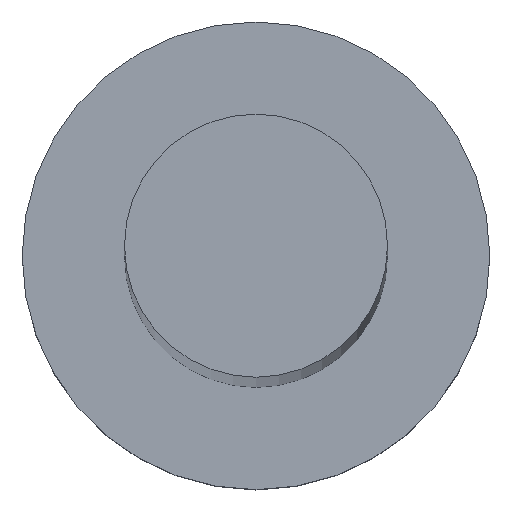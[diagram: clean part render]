
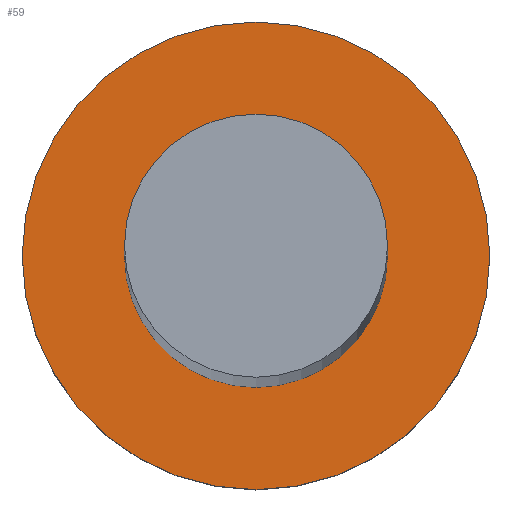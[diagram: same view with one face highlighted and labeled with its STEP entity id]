
A CAD part, top view. The second image highlights one B-rep face of the part: STEP entity #59.
In plain terms, the highlighted planar face has unit normal (0, 0, 1).
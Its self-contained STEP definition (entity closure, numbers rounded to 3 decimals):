
#1 = DIRECTION ( 'NONE',  ( 1., 0., 0. ) ) ;
#11 = DIRECTION ( 'NONE',  ( 1., 0., 0. ) ) ;
#15 = CIRCLE ( 'NONE', #114, 4. ) ;
#19 = VERTEX_POINT ( 'NONE', #153 ) ;
#23 = CARTESIAN_POINT ( 'NONE',  ( 0., 0., 3. ) ) ;
#29 = ORIENTED_EDGE ( 'NONE', *, *, #146, .T. ) ;
#33 = EDGE_CURVE ( 'NONE', #54, #71, #123, .T. ) ;
#39 = CARTESIAN_POINT ( 'NONE',  ( 4., 0., 3. ) ) ;
#54 = VERTEX_POINT ( 'NONE', #73 ) ;
#56 = VERTEX_POINT ( 'NONE', #214 ) ;
#59 = ADVANCED_FACE ( 'NONE', ( #188, #75 ), #110, .T. ) ;
#63 = DIRECTION ( 'NONE',  ( 1., 0., 0. ) ) ;
#71 = VERTEX_POINT ( 'NONE', #39 ) ;
#73 = CARTESIAN_POINT ( 'NONE',  ( -4., 0., 3. ) ) ;
#75 = FACE_OUTER_BOUND ( 'NONE', #130, .T. ) ;
#88 = AXIS2_PLACEMENT_3D ( 'NONE', #134, #210, #1 ) ;
#97 = DIRECTION ( 'NONE',  ( 1., 0., 0. ) ) ;
#104 = AXIS2_PLACEMENT_3D ( 'NONE', #211, #159, #11 ) ;
#107 = DIRECTION ( 'NONE',  ( 0., 0., 1. ) ) ;
#109 = EDGE_CURVE ( 'NONE', #19, #56, #129, .T. ) ;
#110 = PLANE ( 'NONE',  #104 ) ;
#111 = ORIENTED_EDGE ( 'NONE', *, *, #33, .T. ) ;
#114 = AXIS2_PLACEMENT_3D ( 'NONE', #23, #174, #97 ) ;
#123 = CIRCLE ( 'NONE', #172, 4. ) ;
#129 = CIRCLE ( 'NONE', #88, 2.25 ) ;
#130 = EDGE_LOOP ( 'NONE', ( #111, #29 ) ) ;
#134 = CARTESIAN_POINT ( 'NONE',  ( 0., 0., 3. ) ) ;
#146 = EDGE_CURVE ( 'NONE', #71, #54, #15, .T. ) ;
#153 = CARTESIAN_POINT ( 'NONE',  ( -2.25, 0., 3. ) ) ;
#156 = DIRECTION ( 'NONE',  ( 1., 0., 0. ) ) ;
#159 = DIRECTION ( 'NONE',  ( 0., 0., 1. ) ) ;
#166 = ORIENTED_EDGE ( 'NONE', *, *, #219, .F. ) ;
#168 = AXIS2_PLACEMENT_3D ( 'NONE', #237, #241, #63 ) ;
#172 = AXIS2_PLACEMENT_3D ( 'NONE', #227, #107, #156 ) ;
#174 = DIRECTION ( 'NONE',  ( 0., 0., 1. ) ) ;
#187 = CIRCLE ( 'NONE', #168, 2.25 ) ;
#188 = FACE_BOUND ( 'NONE', #233, .T. ) ;
#210 = DIRECTION ( 'NONE',  ( 0., 0., 1. ) ) ;
#211 = CARTESIAN_POINT ( 'NONE',  ( 0., 0., 3. ) ) ;
#214 = CARTESIAN_POINT ( 'NONE',  ( 2.25, 0., 3. ) ) ;
#219 = EDGE_CURVE ( 'NONE', #56, #19, #187, .T. ) ;
#227 = CARTESIAN_POINT ( 'NONE',  ( 0., 0., 3. ) ) ;
#233 = EDGE_LOOP ( 'NONE', ( #253, #166 ) ) ;
#237 = CARTESIAN_POINT ( 'NONE',  ( 0., 0., 3. ) ) ;
#241 = DIRECTION ( 'NONE',  ( 0., 0., 1. ) ) ;
#253 = ORIENTED_EDGE ( 'NONE', *, *, #109, .F. ) ;
